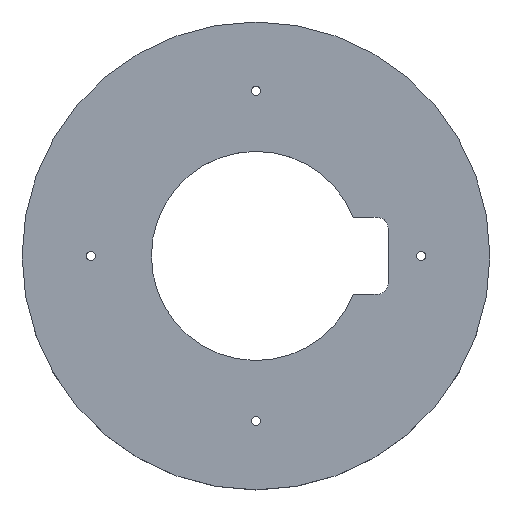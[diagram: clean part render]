
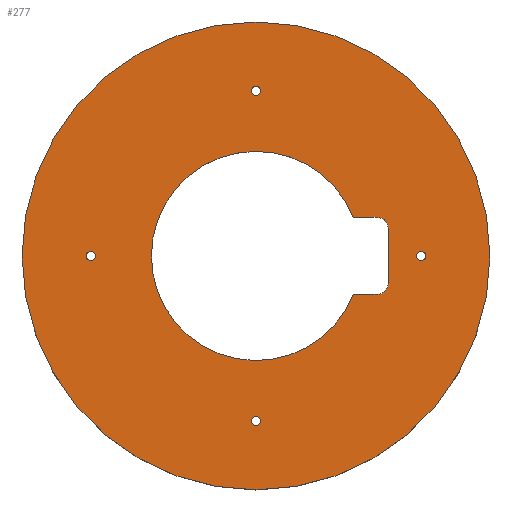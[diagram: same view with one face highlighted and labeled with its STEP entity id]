
A CAD part, top view. The second image highlights one B-rep face of the part: STEP entity #277.
In plain terms, the highlighted planar face has unit normal (0, 0, 1).
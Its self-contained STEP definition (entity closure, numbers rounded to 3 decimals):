
#15=FACE_BOUND('',#57,.T.);
#16=FACE_BOUND('',#58,.T.);
#17=FACE_BOUND('',#59,.T.);
#18=FACE_BOUND('',#60,.T.);
#19=FACE_BOUND('',#61,.T.);
#29=PLANE('',#318);
#41=FACE_OUTER_BOUND('',#56,.T.);
#56=EDGE_LOOP('',(#223));
#57=EDGE_LOOP('',(#224));
#58=EDGE_LOOP('',(#225));
#59=EDGE_LOOP('',(#226));
#60=EDGE_LOOP('',(#227));
#61=EDGE_LOOP('',(#228,#229,#230,#231,#232,#233));
#79=LINE('',#448,#97);
#82=LINE('',#455,#100);
#87=LINE('',#469,#105);
#97=VECTOR('',#364,10.);
#100=VECTOR('',#369,10.);
#105=VECTOR('',#382,10.);
#110=CIRCLE('',#299,0.812);
#112=CIRCLE('',#302,0.812);
#114=CIRCLE('',#305,0.812);
#116=CIRCLE('',#308,0.812);
#118=CIRCLE('',#313,2.);
#120=CIRCLE('',#317,2.);
#121=CIRCLE('',#319,42.5);
#122=CIRCLE('',#320,19.);
#128=VERTEX_POINT('',#420);
#130=VERTEX_POINT('',#426);
#132=VERTEX_POINT('',#432);
#134=VERTEX_POINT('',#438);
#137=VERTEX_POINT('',#445);
#138=VERTEX_POINT('',#447);
#139=VERTEX_POINT('',#451);
#141=VERTEX_POINT('',#454);
#144=VERTEX_POINT('',#462);
#146=VERTEX_POINT('',#468);
#147=VERTEX_POINT('',#475);
#153=EDGE_CURVE('',#128,#128,#110,.T.);
#156=EDGE_CURVE('',#130,#130,#112,.T.);
#159=EDGE_CURVE('',#132,#132,#114,.T.);
#162=EDGE_CURVE('',#134,#134,#116,.T.);
#165=EDGE_CURVE('',#138,#137,#79,.T.);
#168=EDGE_CURVE('',#141,#139,#82,.T.);
#172=EDGE_CURVE('',#144,#141,#118,.T.);
#175=EDGE_CURVE('',#146,#144,#87,.T.);
#178=EDGE_CURVE('',#137,#146,#120,.T.);
#179=EDGE_CURVE('',#147,#147,#121,.T.);
#180=EDGE_CURVE('',#139,#138,#122,.T.);
#223=ORIENTED_EDGE('',*,*,#179,.T.);
#224=ORIENTED_EDGE('',*,*,#153,.F.);
#225=ORIENTED_EDGE('',*,*,#156,.F.);
#226=ORIENTED_EDGE('',*,*,#159,.F.);
#227=ORIENTED_EDGE('',*,*,#162,.F.);
#228=ORIENTED_EDGE('',*,*,#165,.T.);
#229=ORIENTED_EDGE('',*,*,#178,.T.);
#230=ORIENTED_EDGE('',*,*,#175,.T.);
#231=ORIENTED_EDGE('',*,*,#172,.T.);
#232=ORIENTED_EDGE('',*,*,#168,.T.);
#233=ORIENTED_EDGE('',*,*,#180,.T.);
#277=ADVANCED_FACE('',(#41,#15,#16,#17,#18,#19),#29,.T.);
#299=AXIS2_PLACEMENT_3D('',#422,#337,#338);
#302=AXIS2_PLACEMENT_3D('',#428,#344,#345);
#305=AXIS2_PLACEMENT_3D('',#434,#351,#352);
#308=AXIS2_PLACEMENT_3D('',#440,#358,#359);
#313=AXIS2_PLACEMENT_3D('',#463,#376,#377);
#317=AXIS2_PLACEMENT_3D('',#473,#388,#389);
#318=AXIS2_PLACEMENT_3D('',#474,#390,#391);
#319=AXIS2_PLACEMENT_3D('',#476,#392,#393);
#320=AXIS2_PLACEMENT_3D('',#477,#394,#395);
#337=DIRECTION('center_axis',(0.,0.,1.));
#338=DIRECTION('ref_axis',(-1.,0.,0.));
#344=DIRECTION('center_axis',(0.,0.,1.));
#345=DIRECTION('ref_axis',(-1.,0.,0.));
#351=DIRECTION('center_axis',(0.,0.,1.));
#352=DIRECTION('ref_axis',(-1.,0.,0.));
#358=DIRECTION('center_axis',(0.,0.,1.));
#359=DIRECTION('ref_axis',(-1.,0.,0.));
#364=DIRECTION('',(1.,0.,0.));
#369=DIRECTION('',(-1.,0.,0.));
#376=DIRECTION('center_axis',(0.,0.,-1.));
#377=DIRECTION('ref_axis',(0.,-1.,0.));
#382=DIRECTION('',(0.,-1.,0.));
#388=DIRECTION('center_axis',(0.,0.,-1.));
#389=DIRECTION('ref_axis',(1.,0.,0.));
#390=DIRECTION('center_axis',(0.,0.,1.));
#391=DIRECTION('ref_axis',(-1.,0.,0.));
#392=DIRECTION('center_axis',(0.,0.,1.));
#393=DIRECTION('ref_axis',(-1.,0.,0.));
#394=DIRECTION('center_axis',(0.,0.,-1.));
#395=DIRECTION('ref_axis',(-1.,0.,0.));
#420=CARTESIAN_POINT('',(37.811,-67.,37.5));
#422=CARTESIAN_POINT('Origin',(37.,-67.,37.5));
#426=CARTESIAN_POINT('',(67.812,-37.,37.5));
#428=CARTESIAN_POINT('Origin',(67.,-37.,37.5));
#432=CARTESIAN_POINT('',(37.812,-7.,37.5));
#434=CARTESIAN_POINT('Origin',(37.,-7.,37.5));
#438=CARTESIAN_POINT('',(7.811,-37.,37.5));
#440=CARTESIAN_POINT('Origin',(7.,-37.,37.5));
#445=CARTESIAN_POINT('',(59.,-30.,37.5));
#447=CARTESIAN_POINT('',(54.664,-30.,37.5));
#448=CARTESIAN_POINT('',(45.467,-30.,37.5));
#451=CARTESIAN_POINT('',(54.664,-44.,37.5));
#454=CARTESIAN_POINT('',(59.,-44.,37.5));
#455=CARTESIAN_POINT('',(48.,-44.,37.5));
#462=CARTESIAN_POINT('',(61.,-42.,37.5));
#463=CARTESIAN_POINT('Origin',(59.,-42.,37.5));
#468=CARTESIAN_POINT('',(61.,-32.,37.5));
#469=CARTESIAN_POINT('',(61.,-34.5,37.5));
#473=CARTESIAN_POINT('Origin',(59.,-32.,37.5));
#474=CARTESIAN_POINT('Origin',(37.,-37.,37.5));
#475=CARTESIAN_POINT('',(79.5,-37.,37.5));
#476=CARTESIAN_POINT('Origin',(37.,-37.,37.5));
#477=CARTESIAN_POINT('Origin',(37.,-37.,37.5));
